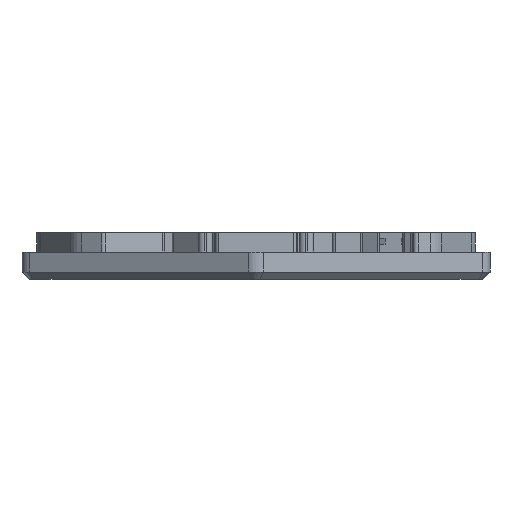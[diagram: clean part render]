
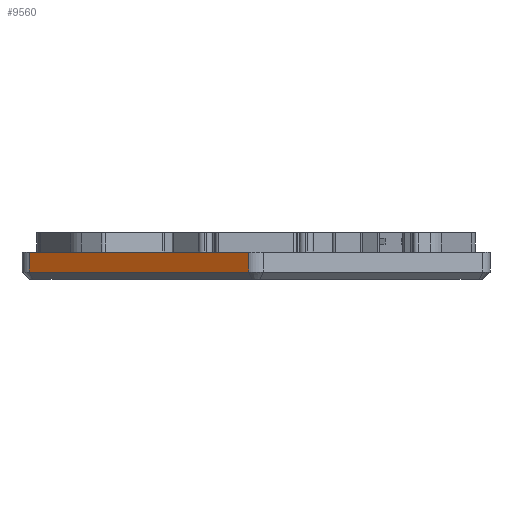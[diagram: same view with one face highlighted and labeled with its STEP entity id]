
A CAD part, left-side view. The second image highlights one B-rep face of the part: STEP entity #9560.
In plain terms, the highlighted planar face has unit normal (-0.866, 0.5, 0).
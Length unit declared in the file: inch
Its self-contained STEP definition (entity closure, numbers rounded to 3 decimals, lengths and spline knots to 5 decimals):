
#341=PLANE('',#10600);
#1089=FACE_OUTER_BOUND('',#1702,.T.);
#1702=EDGE_LOOP('',(#8613,#8614,#8615,#8616));
#2475=LINE('',#18998,#3256);
#2479=LINE('',#19011,#3260);
#2481=LINE('',#19017,#3262);
#2482=LINE('',#19018,#3263);
#3256=VECTOR('',#13407,0.3937);
#3260=VECTOR('',#13423,0.3937);
#3262=VECTOR('',#13429,0.3937);
#3263=VECTOR('',#13430,0.3937);
#4540=VERTEX_POINT('',#18992);
#4541=VERTEX_POINT('',#18996);
#4544=VERTEX_POINT('',#19010);
#4546=VERTEX_POINT('',#19016);
#5916=EDGE_CURVE('',#4541,#4540,#2475,.T.);
#5922=EDGE_CURVE('',#4540,#4544,#2479,.T.);
#5925=EDGE_CURVE('',#4546,#4541,#2481,.T.);
#5926=EDGE_CURVE('',#4544,#4546,#2482,.T.);
#8613=ORIENTED_EDGE('',*,*,#5916,.F.);
#8614=ORIENTED_EDGE('',*,*,#5925,.F.);
#8615=ORIENTED_EDGE('',*,*,#5926,.F.);
#8616=ORIENTED_EDGE('',*,*,#5922,.F.);
#9560=ADVANCED_FACE('',(#1089),#341,.T.);
#10600=AXIS2_PLACEMENT_3D('',#19015,#13427,#13428);
#13407=DIRECTION('',(0.5,0.866,0.));
#13423=DIRECTION('',(0.,0.,1.));
#13427=DIRECTION('center_axis',(-0.866,0.5,0.));
#13428=DIRECTION('ref_axis',(-0.5,-0.866,0.));
#13429=DIRECTION('',(0.,0.,-1.));
#13430=DIRECTION('',(-0.5,-0.866,0.));
#18992=CARTESIAN_POINT('',(-2.38157,3.875,0.125));
#18996=CARTESIAN_POINT('',(-4.54663,0.125,0.125));
#18998=CARTESIAN_POINT('',(-2.88675,3.,0.125));
#19010=CARTESIAN_POINT('',(-2.38157,3.875,0.46309));
#19011=CARTESIAN_POINT('',(-2.38157,3.875,0.));
#19015=CARTESIAN_POINT('Origin',(-2.3094,4.,0.));
#19016=CARTESIAN_POINT('',(-4.54663,0.125,0.46309));
#19017=CARTESIAN_POINT('',(-4.54663,0.125,0.));
#19018=CARTESIAN_POINT('',(-2.3094,4.,0.46309));
